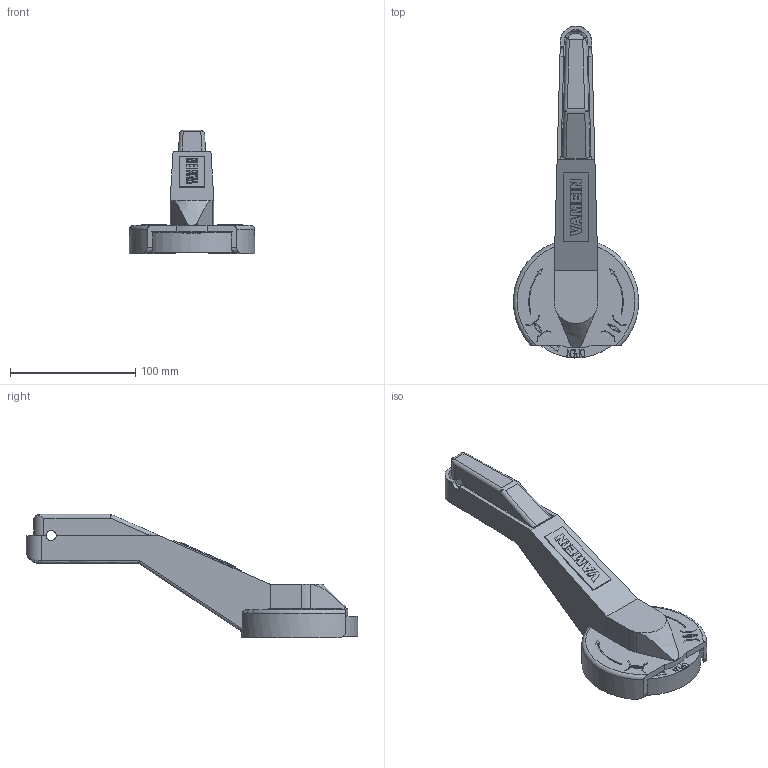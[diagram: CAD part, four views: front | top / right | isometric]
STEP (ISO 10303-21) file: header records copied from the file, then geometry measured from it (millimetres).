
FILE_DESCRIPTION((''),'2;1');
FILE_NAME('PCJ50100.stp','2014-11-11T12:41:35',(''),(''),'Mechanical Desktop 2008','Mechanical Desktop 2008',', , ');
FILE_SCHEMA(('CONFIG_CONTROL_DESIGN'));
Length unit declared in the file: millimetre
Products named in the file (1): PCJ50100
Bounding box: 100 x 264.99 x 98.5 mm (x, y, z)
Volume: 236240.4 mm3; surface area: 93795.6 mm2
Topology: 1 solids, 4 shells, 809 faces, 2263 edges, 1478 vertices
Faces by surface type: plane 667, cylinder 97, bspline 40, sphere 2, torus 2, cone 1
Entity records: 27882 total; most frequent: CARTESIAN_POINT 7109, ORIENTED_EDGE 4498, DIRECTION 3955, EDGE_CURVE 2249, VECTOR 1923, LINE 1923, VERTEX_POINT 1477, AXIS2_PLACEMENT_3D 1016
